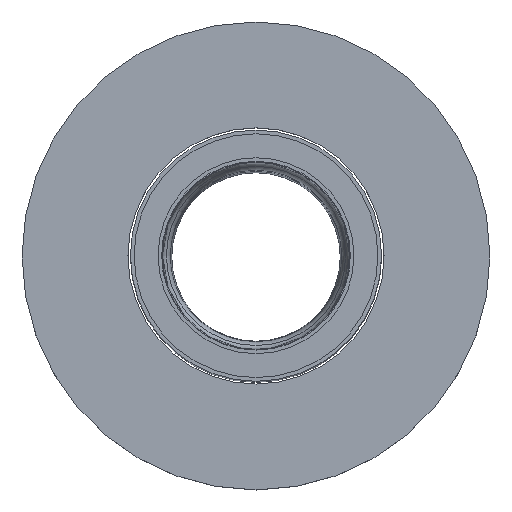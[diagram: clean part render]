
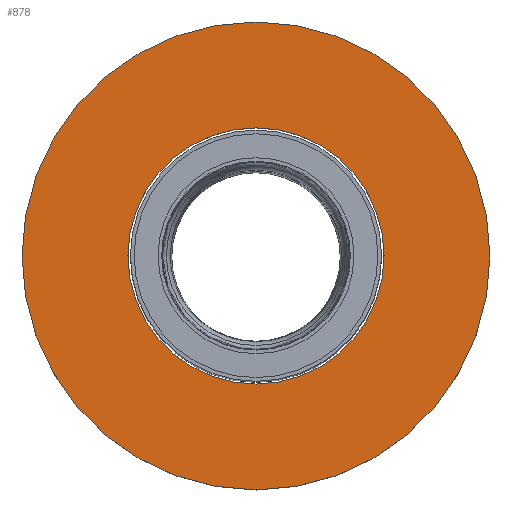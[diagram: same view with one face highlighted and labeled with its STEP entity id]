
A CAD part, top view. The second image highlights one B-rep face of the part: STEP entity #878.
In plain terms, the highlighted planar face has unit normal (0, 0, 1).
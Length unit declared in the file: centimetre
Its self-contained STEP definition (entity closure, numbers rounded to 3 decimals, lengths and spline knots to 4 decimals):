
#38=FACE_BOUND('',#243,.T.);
#54=PLANE('',#1004);
#178=FACE_OUTER_BOUND('',#242,.T.);
#242=EDGE_LOOP('',(#732));
#243=EDGE_LOOP('',(#733));
#341=CIRCLE('',#999,52.);
#344=CIRCLE('',#1003,95.);
#426=VERTEX_POINT('',#1655);
#429=VERTEX_POINT('',#1663);
#531=EDGE_CURVE('',#426,#426,#341,.T.);
#536=EDGE_CURVE('',#429,#429,#344,.T.);
#732=ORIENTED_EDGE('',*,*,#536,.T.);
#733=ORIENTED_EDGE('',*,*,#531,.T.);
#878=ADVANCED_FACE('',(#178,#38),#54,.T.);
#999=AXIS2_PLACEMENT_3D('',#1656,#1251,#1252);
#1003=AXIS2_PLACEMENT_3D('',#1665,#1261,#1262);
#1004=AXIS2_PLACEMENT_3D('',#1666,#1263,#1264);
#1251=DIRECTION('center_axis',(0.,0.,-1.));
#1252=DIRECTION('ref_axis',(1.,0.,0.));
#1261=DIRECTION('center_axis',(0.,0.,1.));
#1262=DIRECTION('ref_axis',(1.,0.,0.));
#1263=DIRECTION('center_axis',(0.,0.,1.));
#1264=DIRECTION('ref_axis',(-1.,0.,0.));
#1655=CARTESIAN_POINT('',(58.8089,228.7217,87.5));
#1656=CARTESIAN_POINT('Origin',(110.8089,228.7217,87.5));
#1663=CARTESIAN_POINT('',(15.8089,228.7217,87.5));
#1665=CARTESIAN_POINT('Origin',(110.8089,228.7217,87.5));
#1666=CARTESIAN_POINT('Origin',(110.8089,228.7217,87.5));
